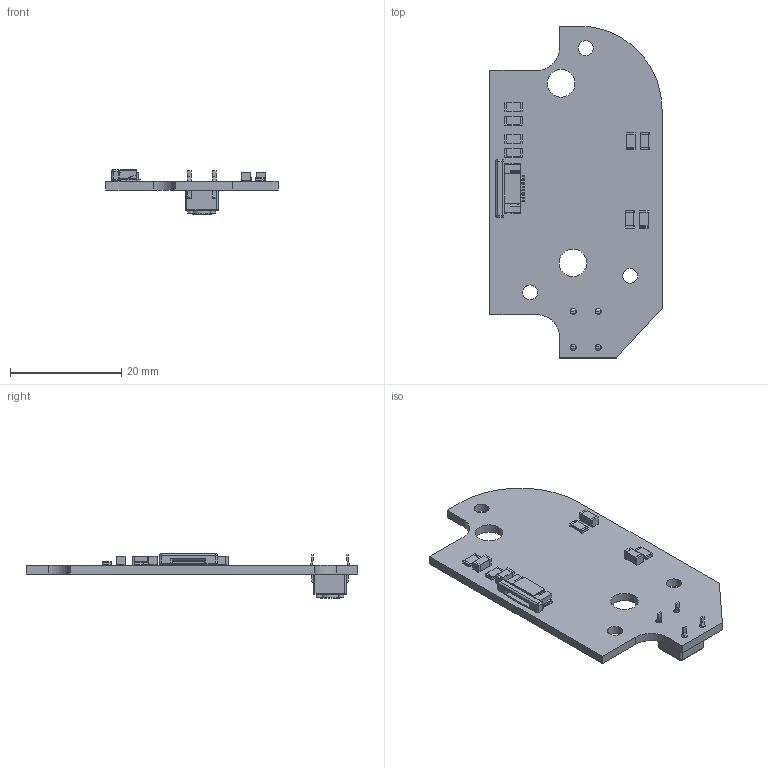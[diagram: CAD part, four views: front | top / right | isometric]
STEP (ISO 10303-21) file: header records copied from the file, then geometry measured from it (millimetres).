
FILE_DESCRIPTION(('KiCad electronic assembly'),'2;1');
FILE_NAME('pcb_droit.step','2019-04-26T16:08:20',('An Author'),( 'A Company'),'Open CASCADE STEP processor 6.9', 'KiCad to STEP converter','Unknown');
FILE_SCHEMA(('AUTOMOTIVE_DESIGN { 1 0 10303 214 1 1 1 1 }'));
Length unit declared in the file: millimetre
Products named in the file (12): Open CASCADE STEP translator 6.9 1; C_1206_3216Metric; SOLID; c-1-1734592-0-c-3d; R_1206_3216Metric; SW_PUSH_6mm; pad; COMPOUND
Assembly tree (20 placements, depth 3):
  Open CASCADE STEP translator 6.9 1
    C_1206_3216Metric  x4
      SOLID
    c-1-1734592-0-c-3d
      SOLID
    R_1206_3216Metric  x4
      SOLID
    SW_PUSH_6mm
      SOLID
    pad  x4
      SOLID
    COMPOUND
Bounding box: 31 x 59.8 x 8 mm (x, y, z)
Volume: 2685.3 mm3; surface area: 4118.5 mm2
Topology: 15 solids, 15 shells, 640 faces, 1706 edges, 1109 vertices
Faces by surface type: plane 454, cylinder 177, sphere 8, torus 1
Full cylindrical faces by diameter (mm): 1 x4, 1.1 x4, 2.7 x3, 3.5 x1, 4 x4, 5 x2
Entity records: 33410 total; most frequent: CARTESIAN_POINT 6126, DIRECTION 4938, LINE 3375, VECTOR 3375, ORIENTED_EDGE 2554, PCURVE 2554, DEFINITIONAL_REPRESENTATION 2554, EDGE_CURVE 1277
